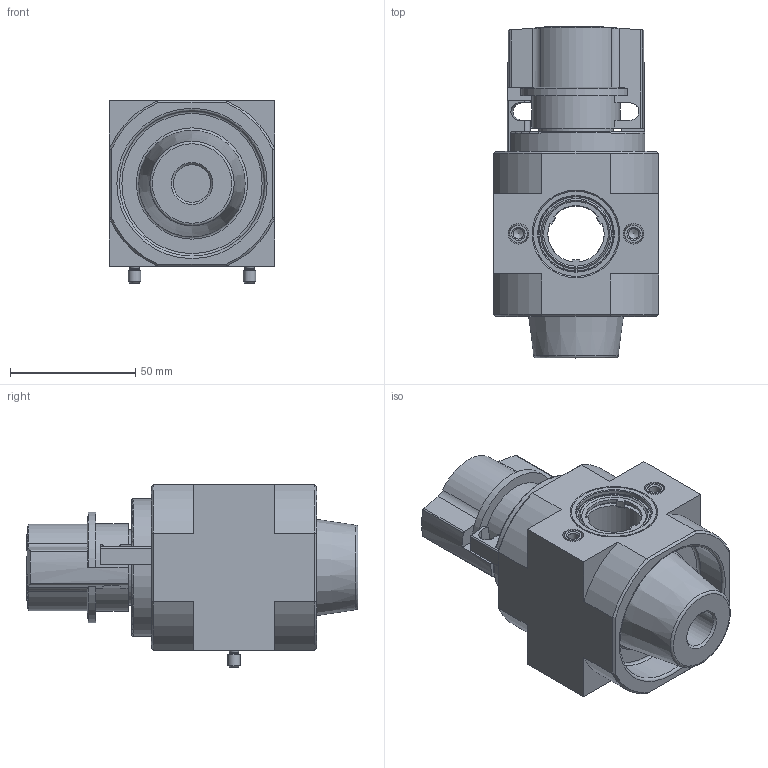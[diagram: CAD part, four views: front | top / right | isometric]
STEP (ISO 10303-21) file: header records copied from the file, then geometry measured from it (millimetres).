
FILE_DESCRIPTION(/* description */ ('STEP AP214'),/* implementation_level */ '2;1');
FILE_NAME(/* name */ '170683_HE-D-MAXI',/* time_stamp */ '2024-08-21T19:30:11+02:00',/* author */ ('License CC BY-ND 4.0'),/* organization */ ('CADENAS'),/* preprocessor_version */ 'ST-DEVELOPER v19.3',/* originating_system */ 'PARTsolutions',/* authorisation */ ' ');
FILE_SCHEMA (('AUTOMOTIVE_DESIGN {1 0 10303 214 3 1 1}'));
Length unit declared in the file: millimetre
Products named in the file (3): 170683 HE-D-MAXI; 360722 HE-MAXI; 234370 FRB-D-MAXI
Assembly tree (3 placements, depth 2):
  170683 HE-D-MAXI
    360722 HE-MAXI
    234370 FRB-D-MAXI  x2
Bounding box: 66 x 132.58 x 72.8 mm (x, y, z)
Volume: 304521.5 mm3; surface area: 52984.2 mm2
Topology: 3 solids, 3 shells, 373 faces, 925 edges, 578 vertices
Faces by surface type: plane 217, cylinder 91, cone 38, torus 18, sphere 9
Full cylindrical faces by diameter (mm): 3.7 x2, 4.134 x2, 5 x2, 7 x2, 8 x4, 8.2 x4, 14.95 x1, 22.5 x1, 30 x3, 34 x2, 35.2 x1, 58 x1
Entity records: 12871 total; most frequent: CARTESIAN_POINT 1893, DIRECTION 1842, ORIENTED_EDGE 1658, EDGE_CURVE 829, AXIS2_PLACEMENT_3D 695, VERTEX_POINT 552, LINE 452, VECTOR 452
